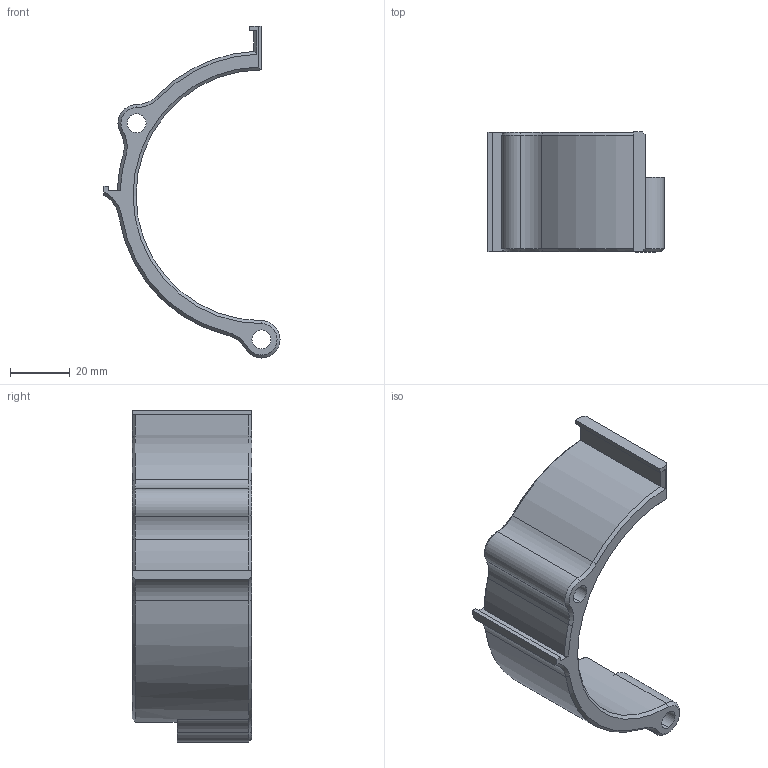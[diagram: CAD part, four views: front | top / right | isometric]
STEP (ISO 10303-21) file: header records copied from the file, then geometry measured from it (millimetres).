
FILE_DESCRIPTION (( 'STEP AP214' ), '1' );
FILE_NAME ('Flyaway-Rail-Guides.STEP', '2024-08-31T19:18:40', ( '' ), ( '' ), 'SwSTEP 2.0', 'SolidWorks 2024', '' );
FILE_SCHEMA (( 'AUTOMOTIVE_DESIGN' ));
Length unit declared in the file: centimetre
Products named in the file (1): Flyaway-Rail-Guides
Bounding box: 59 x 40 x 111.19 mm (x, y, z)
Volume: 39575.6 mm3; surface area: 16570.3 mm2
Topology: 1 solids, 1 shells, 51 faces, 127 edges, 78 vertices
Faces by surface type: cone 19, cylinder 16, plane 16
Entity records: 1558 total; most frequent: CARTESIAN_POINT 291, DIRECTION 273, ORIENTED_EDGE 254, EDGE_CURVE 127, AXIS2_PLACEMENT_3D 104, VERTEX_POINT 78, VECTOR 65, LINE 65
